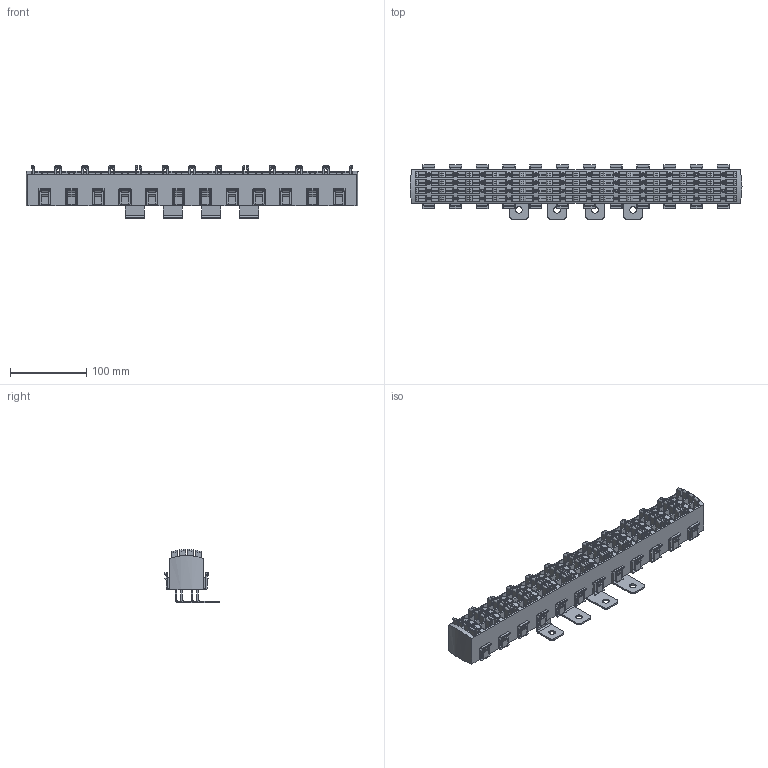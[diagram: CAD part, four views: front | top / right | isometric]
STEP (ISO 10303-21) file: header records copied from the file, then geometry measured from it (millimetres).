
FILE_DESCRIPTION(('STEP AP214'),'1');
FILE_NAME('cctmp_6F16929D-9F6F-4D97-9EA9-D73F31C0E86F_2023_07_22_08_34_18_0201..stp','2023-07-22T06:34:22',('SIEMENS A&D'),('CADClick - www.CADClick.com'),'Spatial InterOp 3D postprocessed',' ','unknown authorization');
FILE_SCHEMA(('AUTOMOTIVE_DESIGN'));
Length unit declared in the file: millimetre
Products named in the file (1): 2023_07_22_08_34_18_0022
Bounding box: 436.4 x 72.05 x 69.98 mm (x, y, z)
Volume: 650322.5 mm3; surface area: 263031 mm2
Topology: 1 solids, 17 shells, 4990 faces, 14226 edges, 9410 vertices
Faces by surface type: plane 3091, cylinder 1143, torus 384, bspline 276, sphere 96
Entity records: 196657 total; most frequent: CARTESIAN_POINT 51879, ORIENTED_EDGE 28452, DIRECTION 25414, EDGE_CURVE 14226, VERTEX_POINT 9410, LINE 9324, VECTOR 9324, AXIS2_PLACEMENT_3D 8045
